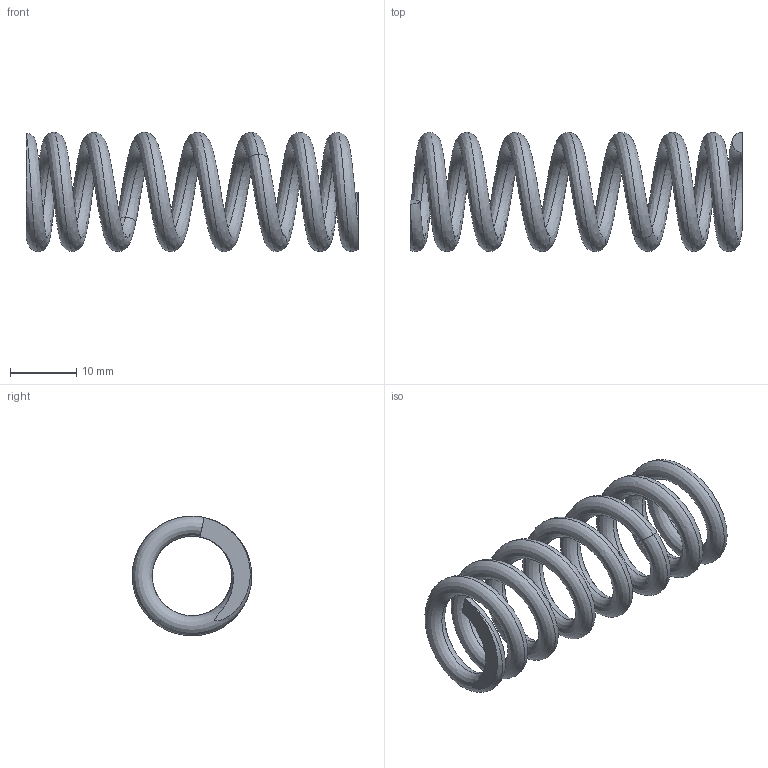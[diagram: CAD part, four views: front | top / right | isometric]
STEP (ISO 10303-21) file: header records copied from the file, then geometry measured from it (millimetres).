
FILE_DESCRIPTION(('FreeCAD Model'),'2;1');
FILE_NAME('spring.stp', '2016-04-15T20:17:42',('Author'),(''), 'Open CASCADE STEP processor 6.8','FreeCAD','Unknown');
FILE_SCHEMA(('AUTOMOTIVE_DESIGN_CC2 { 1 2 10303 214 -1 1 5 4 }'));
Length unit declared in the file: millimetre
Products named in the file (1): TRCWS_CLUTCH_SPRING
Bounding box: 50 x 18 x 18 mm (x, y, z)
Volume: 2510 mm3; surface area: 3424.3 mm2
Topology: 1 solids, 1 shells, 10 faces, 16 edges, 8 vertices
Faces by surface type: bspline 6, plane 4
Entity records: 8947 total; most frequent: CARTESIAN_POINT 8671, B_SPLINE_CURVE_WITH_KNOTS 42, ORIENTED_EDGE 32, PCURVE 32, DEFINITIONAL_REPRESENTATION 32, DIRECTION 16, EDGE_CURVE 16, SURFACE_CURVE 16
